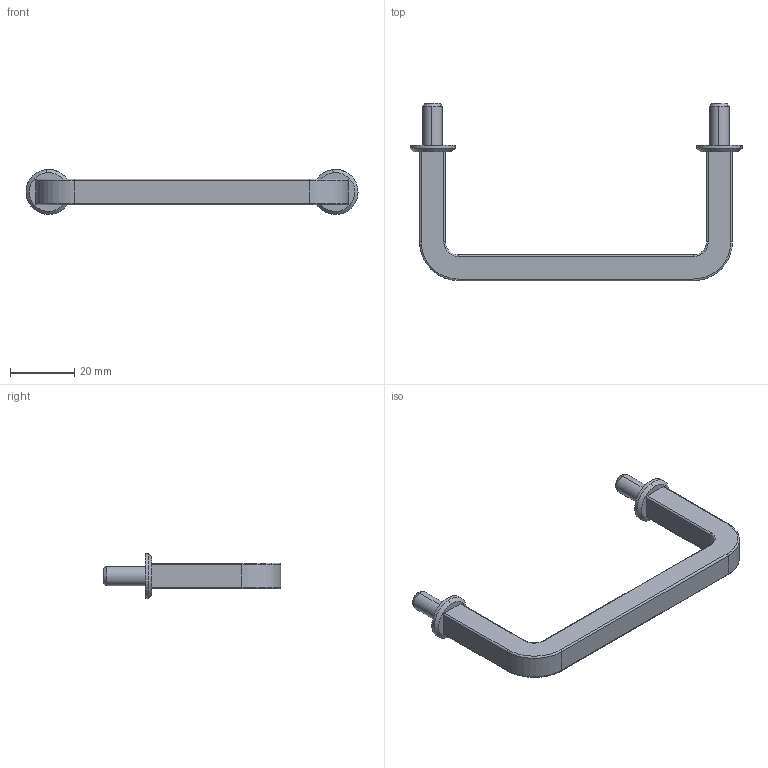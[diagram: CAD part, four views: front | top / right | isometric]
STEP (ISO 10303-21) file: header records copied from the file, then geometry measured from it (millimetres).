
FILE_DESCRIPTION((''),'2;1');
FILE_NAME('','2005-10-07T12:07:04',(''),(''),'','CADfix','');
FILE_SCHEMA(('AUTOMOTIVE_DESIGN'));
Length unit declared in the file: millimetre
Products named in the file (4): screw; facing ring; pull; THA_157_1_31339_36
Assembly tree (5 placements, depth 2):
  THA_157_1_31339_36
    screw  x2
    facing ring  x2
    pull
Bounding box: 103 x 55 x 13.98 mm (x, y, z)
Volume: 11125.4 mm3; surface area: 6284.1 mm2
Topology: 5 solids, 5 shells, 62 faces, 170 edges, 118 vertices
Faces by surface type: bspline 62
Entity records: 1619 total; most frequent: CARTESIAN_POINT 822, ORIENTED_EDGE 250, EDGE_CURVE 125, VERTEX_POINT 83, QUASI_UNIFORM_CURVE 50, EDGE_LOOP 50, FACE_OUTER_BOUND 48, ADVANCED_FACE 48
